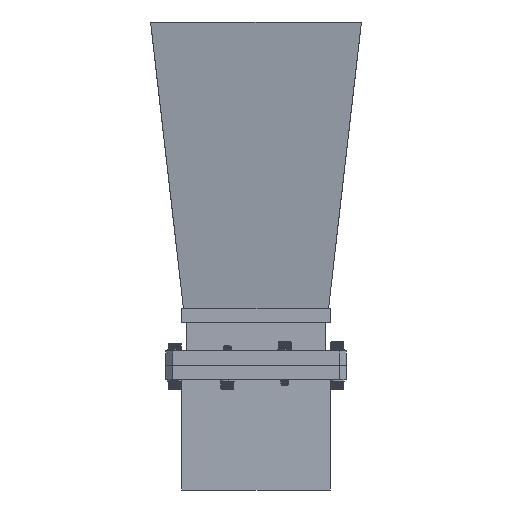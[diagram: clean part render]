
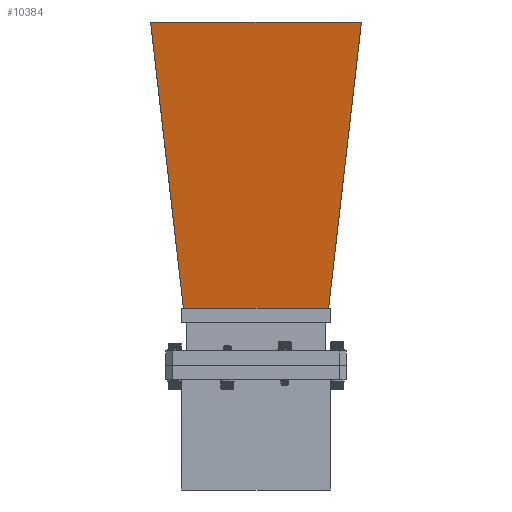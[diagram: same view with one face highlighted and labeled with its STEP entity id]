
A CAD part, front view. The second image highlights one B-rep face of the part: STEP entity #10384.
In plain terms, the highlighted face is planar.
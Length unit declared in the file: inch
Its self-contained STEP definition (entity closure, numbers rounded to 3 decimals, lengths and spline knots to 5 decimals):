
#425 = CARTESIAN_POINT ( 'NONE',  ( -0.52894, -0.70478, 1.30008 ) ) ;
#1236 = VECTOR ( 'NONE', #1759, 39.37008 ) ;
#1519 = VECTOR ( 'NONE', #2932, 39.37008 ) ;
#1593 = CARTESIAN_POINT ( 'NONE',  ( -0.25, -0.66726, 1.268 ) ) ;
#1759 = DIRECTION ( 'NONE',  ( 0.985, 0.132, 0.113 ) ) ;
#2932 = DIRECTION ( 'NONE',  ( 0., 0., 1. ) ) ;
#3157 = DIRECTION ( 'NONE',  ( -0.991, -0.133, 0. ) ) ;
#3305 = FACE_OUTER_BOUND ( 'NONE', #12164, .T. ) ;
#3503 = LINE ( 'NONE', #425, #13606 ) ;
#4159 = VERTEX_POINT ( 'NONE', #1593 ) ;
#4302 = EDGE_CURVE ( 'NONE', #12469, #4159, #11889, .T. ) ;
#4488 = DIRECTION ( 'NONE',  ( 0., 0., -1. ) ) ;
#4989 = DIRECTION ( 'NONE',  ( 0.985, 0.132, -0.113 ) ) ;
#5249 = CARTESIAN_POINT ( 'NONE',  ( -5.23693, -1.338, -1.8415 ) ) ;
#5585 = EDGE_CURVE ( 'NONE', #8292, #4159, #3503, .T. ) ;
#6691 = AXIS2_PLACEMENT_3D ( 'NONE', #8857, #14170, #3157 ) ;
#6963 = ORIENTED_EDGE ( 'NONE', *, *, #4302, .T. ) ;
#6967 = VECTOR ( 'NONE', #4488, 39.37008 ) ;
#7294 = EDGE_CURVE ( 'NONE', #8292, #11530, #10169, .T. ) ;
#8054 = ORIENTED_EDGE ( 'NONE', *, *, #7294, .T. ) ;
#8292 = VERTEX_POINT ( 'NONE', #11939 ) ;
#8857 = CARTESIAN_POINT ( 'NONE',  ( 0.08371, -0.62237, 6.72387 ) ) ;
#9123 = EDGE_CURVE ( 'NONE', #11530, #12469, #12601, .T. ) ;
#9904 = PLANE ( 'NONE',  #6691 ) ;
#10169 = LINE ( 'NONE', #13596, #6967 ) ;
#10384 = ADVANCED_FACE ( 'NONE', ( #3305 ), #9904, .F. ) ;
#11250 = ORIENTED_EDGE ( 'NONE', *, *, #9123, .T. ) ;
#11473 = CARTESIAN_POINT ( 'NONE',  ( -0.52894, -0.70478, -1.30008 ) ) ;
#11530 = VERTEX_POINT ( 'NONE', #5249 ) ;
#11889 = LINE ( 'NONE', #13172, #1519 ) ;
#11939 = CARTESIAN_POINT ( 'NONE',  ( -5.23693, -1.338, 1.8415 ) ) ;
#12008 = ORIENTED_EDGE ( 'NONE', *, *, #5585, .F. ) ;
#12030 = CARTESIAN_POINT ( 'NONE',  ( -0.25, -0.66726, -1.268 ) ) ;
#12164 = EDGE_LOOP ( 'NONE', ( #8054, #11250, #6963, #12008 ) ) ;
#12469 = VERTEX_POINT ( 'NONE', #12030 ) ;
#12601 = LINE ( 'NONE', #11473, #1236 ) ;
#13172 = CARTESIAN_POINT ( 'NONE',  ( -0.25, -0.66726, -2.60492 ) ) ;
#13596 = CARTESIAN_POINT ( 'NONE',  ( -5.23693, -1.338, 6.72387 ) ) ;
#13606 = VECTOR ( 'NONE', #4989, 39.37008 ) ;
#14170 = DIRECTION ( 'NONE',  ( -0.133, 0.991, 0. ) ) ;
